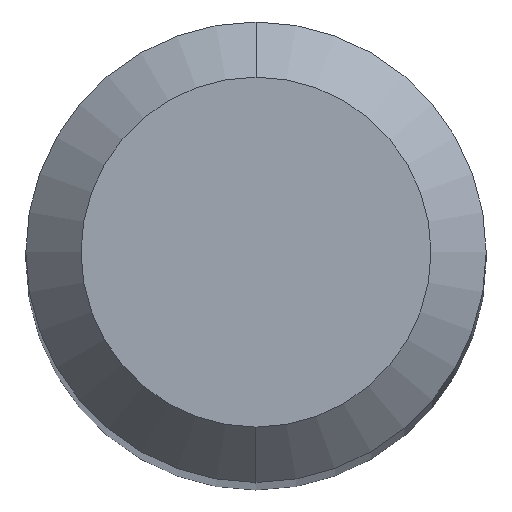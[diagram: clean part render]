
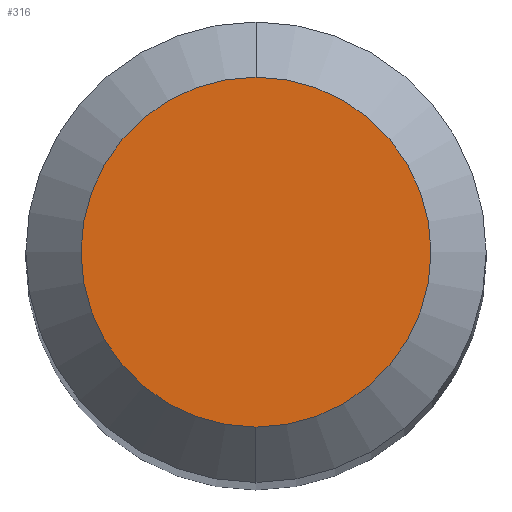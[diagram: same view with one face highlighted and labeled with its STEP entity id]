
A CAD part, top view. The second image highlights one B-rep face of the part: STEP entity #316.
In plain terms, the highlighted planar face has unit normal (0, 0, 1).
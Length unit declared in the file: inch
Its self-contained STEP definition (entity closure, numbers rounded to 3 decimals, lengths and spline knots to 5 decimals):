
#1 = VERTEX_POINT ( 'NONE', #409 ) ;
#6 = FACE_OUTER_BOUND ( 'NONE', #267, .T. ) ;
#28 = DIRECTION ( 'NONE',  ( 0., 0., 1. ) ) ;
#56 = CIRCLE ( 'NONE', #477, 0.0475 ) ;
#77 = AXIS2_PLACEMENT_3D ( 'NONE', #429, #228, #388 ) ;
#100 = AXIS2_PLACEMENT_3D ( 'NONE', #324, #489, #120 ) ;
#120 = DIRECTION ( 'NONE',  ( 0., 1., 0. ) ) ;
#135 = CARTESIAN_POINT ( 'NONE',  ( 0., 0., 0. ) ) ;
#147 = ORIENTED_EDGE ( 'NONE', *, *, #378, .T. ) ;
#158 = PLANE ( 'NONE',  #100 ) ;
#228 = DIRECTION ( 'NONE',  ( 0., 0., 1. ) ) ;
#251 = ORIENTED_EDGE ( 'NONE', *, *, #424, .T. ) ;
#267 = EDGE_LOOP ( 'NONE', ( #147, #251 ) ) ;
#306 = CARTESIAN_POINT ( 'NONE',  ( 0., -0.0475, 0. ) ) ;
#316 = ADVANCED_FACE ( 'NONE', ( #6 ), #158, .F. ) ;
#324 = CARTESIAN_POINT ( 'NONE',  ( 0., 0.0475, 0. ) ) ;
#377 = DIRECTION ( 'NONE',  ( 0., -1., 0. ) ) ;
#378 = EDGE_CURVE ( 'NONE', #1, #498, #56, .T. ) ;
#388 = DIRECTION ( 'NONE',  ( 0., -1., 0. ) ) ;
#409 = CARTESIAN_POINT ( 'NONE',  ( 0., 0.0475, 0. ) ) ;
#419 = CIRCLE ( 'NONE', #77, 0.0475 ) ;
#424 = EDGE_CURVE ( 'NONE', #498, #1, #419, .T. ) ;
#429 = CARTESIAN_POINT ( 'NONE',  ( 0., 0., 0. ) ) ;
#477 = AXIS2_PLACEMENT_3D ( 'NONE', #135, #28, #377 ) ;
#489 = DIRECTION ( 'NONE',  ( 0., 0., -1. ) ) ;
#498 = VERTEX_POINT ( 'NONE', #306 ) ;
